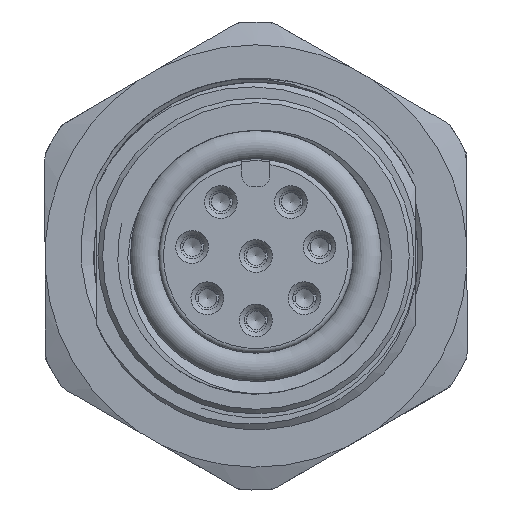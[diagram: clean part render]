
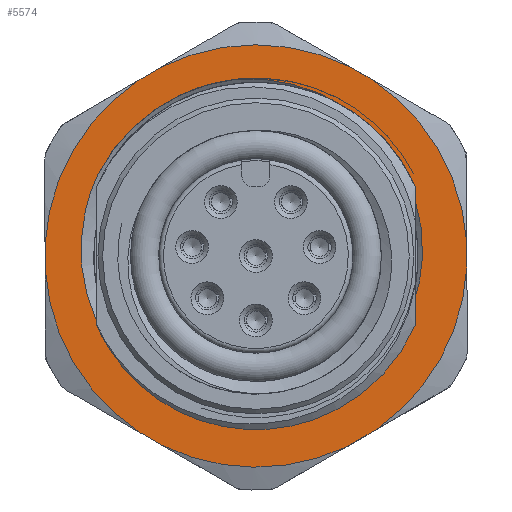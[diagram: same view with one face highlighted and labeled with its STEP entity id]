
A CAD part, front view. The second image highlights one B-rep face of the part: STEP entity #5574.
In plain terms, the highlighted face is planar.
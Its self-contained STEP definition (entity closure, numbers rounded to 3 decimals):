
#459=B_SPLINE_CURVE_WITH_KNOTS('',3,(#30244,#30245,#30246,#30247,#30248,
#30249,#30250),.UNSPECIFIED.,.F.,.F.,(4,1,1,1,4),(0.,0.004,
0.009,0.013,0.017),
 .UNSPECIFIED.);
#460=B_SPLINE_CURVE_WITH_KNOTS('',3,(#30254,#30255,#30256,#30257,#30258,
#30259,#30260),.UNSPECIFIED.,.F.,.F.,(4,1,1,1,4),(0.,
0.004,0.009,0.013,0.017),
 .UNSPECIFIED.);
#579=PLANE('',#6466);
#810=CIRCLE('',#6467,7.6);
#811=CIRCLE('',#6468,6.93);
#812=CIRCLE('',#6469,9.024);
#813=CIRCLE('',#6470,9.024);
#814=CIRCLE('',#6471,9.024);
#815=CIRCLE('',#6472,9.024);
#816=CIRCLE('',#6473,9.024);
#817=CIRCLE('',#6474,9.024);
#1810=ORIENTED_EDGE('',*,*,#2875,.T.);
#1811=ORIENTED_EDGE('',*,*,#2876,.T.);
#1812=ORIENTED_EDGE('',*,*,#2877,.T.);
#1813=ORIENTED_EDGE('',*,*,#2878,.T.);
#1814=ORIENTED_EDGE('',*,*,#2879,.F.);
#1815=ORIENTED_EDGE('',*,*,#2880,.T.);
#1816=ORIENTED_EDGE('',*,*,#2881,.F.);
#1817=ORIENTED_EDGE('',*,*,#2882,.T.);
#1818=ORIENTED_EDGE('',*,*,#2883,.F.);
#1819=ORIENTED_EDGE('',*,*,#2884,.T.);
#1820=ORIENTED_EDGE('',*,*,#2885,.F.);
#1821=ORIENTED_EDGE('',*,*,#2886,.T.);
#1822=ORIENTED_EDGE('',*,*,#2887,.F.);
#1823=ORIENTED_EDGE('',*,*,#2888,.T.);
#1824=ORIENTED_EDGE('',*,*,#2889,.F.);
#1825=ORIENTED_EDGE('',*,*,#2890,.T.);
#2875=EDGE_CURVE('',#3504,#3505,#810,.T.);
#2876=EDGE_CURVE('',#3505,#3506,#459,.T.);
#2877=EDGE_CURVE('',#3506,#3507,#811,.F.);
#2878=EDGE_CURVE('',#3507,#3504,#460,.T.);
#2879=EDGE_CURVE('',#3508,#3509,#812,.F.);
#2880=EDGE_CURVE('',#3508,#3510,#3854,.T.);
#2881=EDGE_CURVE('',#3511,#3510,#813,.F.);
#2882=EDGE_CURVE('',#3511,#3512,#3855,.T.);
#2883=EDGE_CURVE('',#3513,#3512,#814,.F.);
#2884=EDGE_CURVE('',#3513,#3514,#3856,.T.);
#2885=EDGE_CURVE('',#3515,#3514,#815,.F.);
#2886=EDGE_CURVE('',#3515,#3516,#3857,.T.);
#2887=EDGE_CURVE('',#3517,#3516,#816,.F.);
#2888=EDGE_CURVE('',#3517,#3518,#3858,.T.);
#2889=EDGE_CURVE('',#3519,#3518,#817,.F.);
#2890=EDGE_CURVE('',#3519,#3509,#3859,.T.);
#3504=VERTEX_POINT('',#30242);
#3505=VERTEX_POINT('',#30243);
#3506=VERTEX_POINT('',#30251);
#3507=VERTEX_POINT('',#30253);
#3508=VERTEX_POINT('',#30262);
#3509=VERTEX_POINT('',#30263);
#3510=VERTEX_POINT('',#30265);
#3511=VERTEX_POINT('',#30267);
#3512=VERTEX_POINT('',#30269);
#3513=VERTEX_POINT('',#30271);
#3514=VERTEX_POINT('',#30273);
#3515=VERTEX_POINT('',#30275);
#3516=VERTEX_POINT('',#30277);
#3517=VERTEX_POINT('',#30279);
#3518=VERTEX_POINT('',#30281);
#3519=VERTEX_POINT('',#30283);
#3854=LINE('',#30264,#4096);
#3855=LINE('',#30268,#4097);
#3856=LINE('',#30272,#4098);
#3857=LINE('',#30276,#4099);
#3858=LINE('',#30280,#4100);
#3859=LINE('',#30284,#4101);
#4096=VECTOR('',#7536,1000.);
#4097=VECTOR('',#7539,1000.);
#4098=VECTOR('',#7542,1000.);
#4099=VECTOR('',#7545,1000.);
#4100=VECTOR('',#7548,1000.);
#4101=VECTOR('',#7551,1000.);
#4495=EDGE_LOOP('',(#1810,#1811,#1812,#1813));
#4496=EDGE_LOOP('',(#1814,#1815,#1816,#1817,#1818,#1819,#1820,#1821,#1822,
#1823,#1824,#1825));
#5020=FACE_BOUND('',#4495,.T.);
#5021=FACE_BOUND('',#4496,.T.);
#5574=ADVANCED_FACE('',(#5020,#5021),#579,.T.);
#6466=AXIS2_PLACEMENT_3D('',#30240,#7528,#7529);
#6467=AXIS2_PLACEMENT_3D('',#30241,#7530,#7531);
#6468=AXIS2_PLACEMENT_3D('',#30252,#7532,#7533);
#6469=AXIS2_PLACEMENT_3D('',#30261,#7534,#7535);
#6470=AXIS2_PLACEMENT_3D('',#30266,#7537,#7538);
#6471=AXIS2_PLACEMENT_3D('',#30270,#7540,#7541);
#6472=AXIS2_PLACEMENT_3D('',#30274,#7543,#7544);
#6473=AXIS2_PLACEMENT_3D('',#30278,#7546,#7547);
#6474=AXIS2_PLACEMENT_3D('',#30282,#7549,#7550);
#7528=DIRECTION('',(1.,0.,0.));
#7529=DIRECTION('',(0.,0.,-1.));
#7530=DIRECTION('',(-1.,0.,0.));
#7531=DIRECTION('',(0.,1.,0.));
#7532=DIRECTION('',(1.,0.,0.));
#7533=DIRECTION('',(0.,0.,-1.));
#7534=DIRECTION('',(1.,0.,0.));
#7535=DIRECTION('',(0.,0.,-1.));
#7536=DIRECTION('',(0.,1.,0.));
#7537=DIRECTION('',(1.,0.,0.));
#7538=DIRECTION('',(0.,0.,-1.));
#7539=DIRECTION('',(0.,0.497,0.868));
#7540=DIRECTION('',(1.,0.,0.));
#7541=DIRECTION('',(0.,0.,-1.));
#7542=DIRECTION('',(0.,-0.497,0.868));
#7543=DIRECTION('',(1.,0.,0.));
#7544=DIRECTION('',(0.,0.,-1.));
#7545=DIRECTION('',(0.,-1.,0.));
#7546=DIRECTION('',(1.,0.,0.));
#7547=DIRECTION('',(0.,0.,-1.));
#7548=DIRECTION('',(0.,-0.498,-0.867));
#7549=DIRECTION('',(1.,0.,0.));
#7550=DIRECTION('',(0.,0.,-1.));
#7551=DIRECTION('',(0.,0.498,-0.867));
#30240=CARTESIAN_POINT('',(1.5,0.,0.));
#30241=CARTESIAN_POINT('',(1.5,0.,0.));
#30242=CARTESIAN_POINT('',(1.5,-4.081,6.411));
#30243=CARTESIAN_POINT('',(1.5,3.02,6.974));
#30244=CARTESIAN_POINT('',(1.5,3.02,6.974));
#30245=CARTESIAN_POINT('',(1.5,4.318,6.354));
#30246=CARTESIAN_POINT('',(1.5,6.523,4.378));
#30247=CARTESIAN_POINT('',(1.5,7.706,0.079));
#30248=CARTESIAN_POINT('',(1.5,6.285,-4.171));
#30249=CARTESIAN_POINT('',(1.5,3.917,-5.964));
#30250=CARTESIAN_POINT('',(1.5,2.558,-6.441));
#30251=CARTESIAN_POINT('',(1.5,2.558,-6.441));
#30252=CARTESIAN_POINT('',(1.5,0.,0.));
#30253=CARTESIAN_POINT('',(1.5,-1.511,-6.763));
#30254=CARTESIAN_POINT('',(1.5,-1.511,-6.763));
#30255=CARTESIAN_POINT('',(1.5,-2.927,-6.508));
#30256=CARTESIAN_POINT('',(1.5,-5.554,-5.103));
#30257=CARTESIAN_POINT('',(1.5,-7.621,-1.142));
#30258=CARTESIAN_POINT('',(1.5,-7.131,3.298));
#30259=CARTESIAN_POINT('',(1.5,-5.265,5.594));
#30260=CARTESIAN_POINT('',(1.5,-4.081,6.411));
#30261=CARTESIAN_POINT('',(1.5,0.,0.));
#30262=CARTESIAN_POINT('',(1.5,-0.764,-8.992));
#30263=CARTESIAN_POINT('',(1.5,-7.542,-4.955));
#30264=CARTESIAN_POINT('',(1.5,-4.376,-8.992));
#30265=CARTESIAN_POINT('',(1.5,0.764,-8.992));
#30266=CARTESIAN_POINT('',(1.5,0.,0.));
#30267=CARTESIAN_POINT('',(1.5,7.551,-4.941));
#30268=CARTESIAN_POINT('',(1.5,5.661,-8.243));
#30269=CARTESIAN_POINT('',(1.5,8.085,-4.008));
#30270=CARTESIAN_POINT('',(1.5,0.,0.));
#30271=CARTESIAN_POINT('',(1.5,8.085,4.008));
#30272=CARTESIAN_POINT('',(1.5,9.975,0.706));
#30273=CARTESIAN_POINT('',(1.5,7.551,4.941));
#30274=CARTESIAN_POINT('',(1.5,0.,0.));
#30275=CARTESIAN_POINT('',(1.5,0.537,9.008));
#30276=CARTESIAN_POINT('',(1.5,4.342,9.008));
#30277=CARTESIAN_POINT('',(1.5,-0.537,9.008));
#30278=CARTESIAN_POINT('',(1.5,0.,0.));
#30279=CARTESIAN_POINT('',(1.5,-7.542,4.955));
#30280=CARTESIAN_POINT('',(1.5,-5.646,8.254));
#30281=CARTESIAN_POINT('',(1.5,-8.078,4.024));
#30282=CARTESIAN_POINT('',(1.5,0.,0.));
#30283=CARTESIAN_POINT('',(1.5,-8.078,-4.024));
#30284=CARTESIAN_POINT('',(1.5,-9.974,-0.725));
